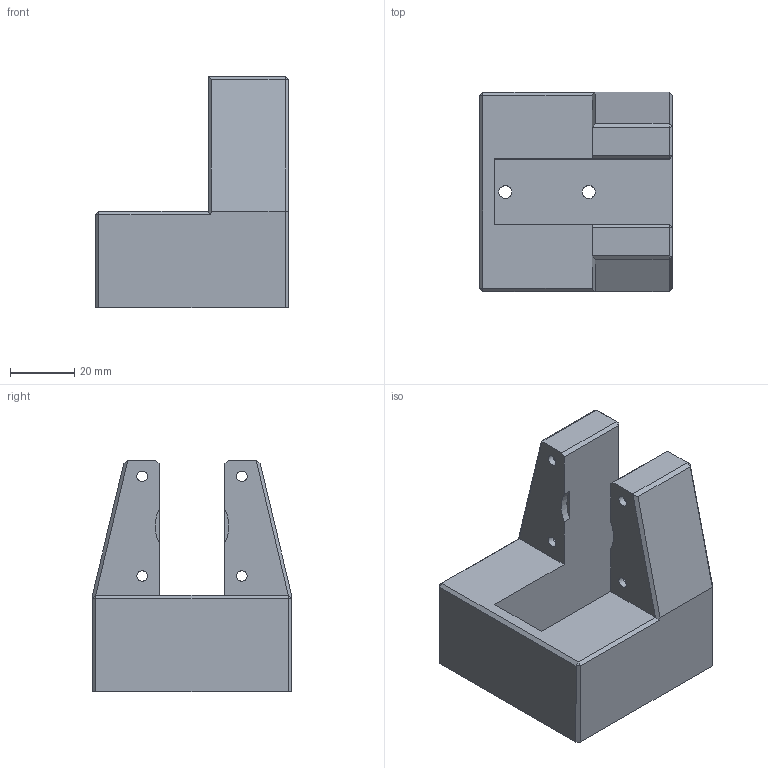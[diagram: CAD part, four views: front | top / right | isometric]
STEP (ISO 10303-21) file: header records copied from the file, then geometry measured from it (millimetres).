
FILE_DESCRIPTION(/* description */ (''),/* implementation_level */ '2;1');
FILE_NAME(/* name */ 'E Stepper Mount v1.step',/* time_stamp */ '2021-06-14T11:26:18+02:00',/* author */ (''),/* organization */ (''),/* preprocessor_version */ 'ST-DEVELOPER v18.1',/* originating_system */ 'Autodesk Translation Framework v10.9.0.1377',/* authorisation */ '');
FILE_SCHEMA (('AUTOMOTIVE_DESIGN { 1 0 10303 214 3 1 1 }'));
Length unit declared in the file: millimetre
Products named in the file (1): E Stepper Mount
Bounding box: 60 x 62 x 72 mm (x, y, z)
Volume: 116822.2 mm3; surface area: 25372.6 mm2
Topology: 1 solids, 1 shells, 63 faces, 145 edges, 90 vertices
Faces by surface type: plane 49, cylinder 14
Full cylindrical faces by diameter (mm): 3.3 x4, 4 x2, 7 x4, 9 x2
Entity records: 1804 total; most frequent: DIRECTION 301, CARTESIAN_POINT 299, ORIENTED_EDGE 290, EDGE_CURVE 145, LINE 117, VECTOR 117, AXIS2_PLACEMENT_3D 92, VERTEX_POINT 90
